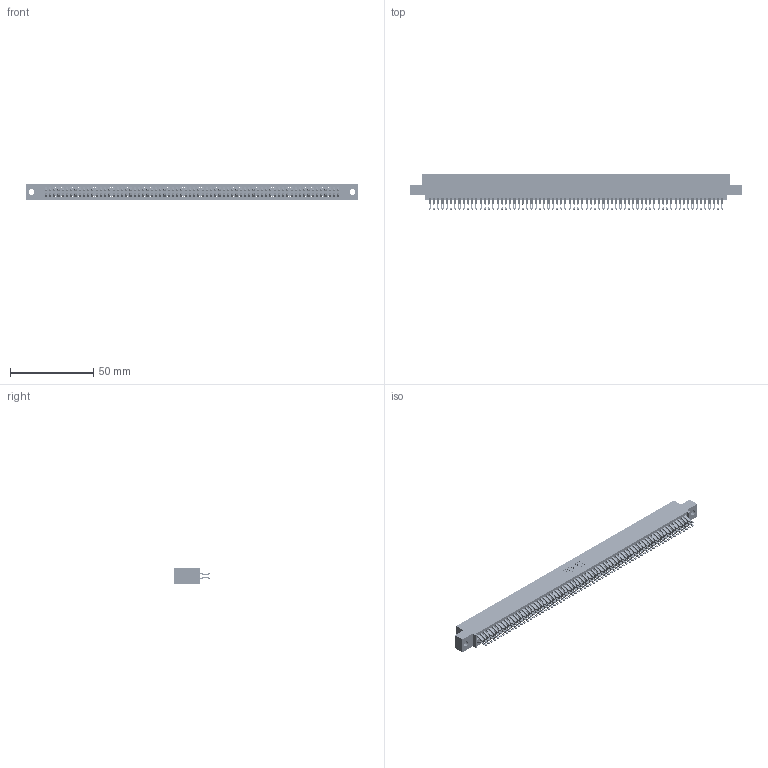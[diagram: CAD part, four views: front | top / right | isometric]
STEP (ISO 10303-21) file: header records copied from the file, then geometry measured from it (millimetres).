
FILE_DESCRIPTION (( 'STEP AP203' ), '1' );
FILE_NAME ('395-140-555-502.STEP', '2018-12-05T22:45:17', ( '' ), ( '' ), 'SwSTEP 2.0', 'SolidWorks 2016', '' );
FILE_SCHEMA (( 'CONFIG_CONTROL_DESIGN' ));
Length unit declared in the file: inch
Products named in the file (3): 345 Part_0.110 Offset - 0.128 Dia; 345-292-001_555 Tail; 395-140-555-502
Assembly tree (141 placements, depth 2):
  395-140-555-502
    345 Part_0.110 Offset - 0.128 Dia
    345-292-001_555 Tail  x140
Bounding box: 199.01 x 21.13 x 9.4 mm (x, y, z)
Volume: 19887.9 mm3; surface area: 31172.4 mm2
Topology: 141 solids, 141 shells, 7970 faces, 25133 edges, 16754 vertices
Faces by surface type: plane 4424, cylinder 3546
Entity records: 51615 total; most frequent: CARTESIAN_POINT 8662, ORIENTED_EDGE 8566, DIRECTION 7571, EDGE_CURVE 4283, LINE 3851, VECTOR 3851, VERTEX_POINT 2854, AXIS2_PLACEMENT_3D 1860
